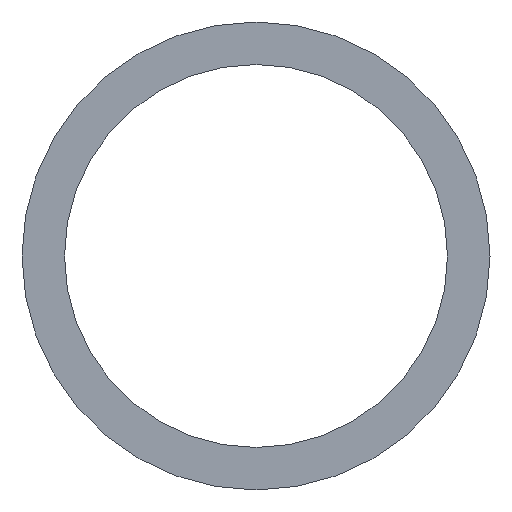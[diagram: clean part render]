
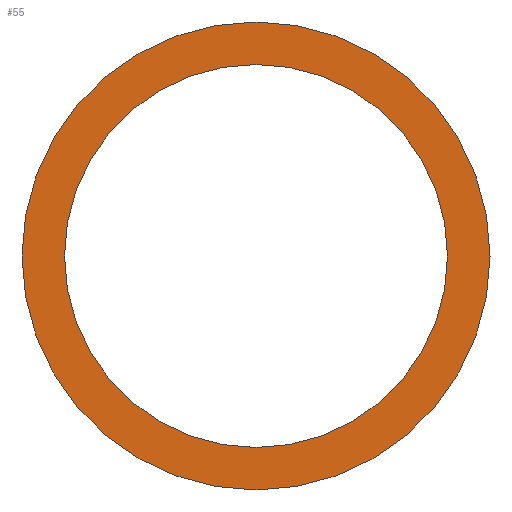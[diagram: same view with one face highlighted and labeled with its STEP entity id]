
A CAD part, left-side view. The second image highlights one B-rep face of the part: STEP entity #55.
In plain terms, the highlighted planar face has unit normal (-1, 0, 0).
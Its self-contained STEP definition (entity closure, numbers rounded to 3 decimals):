
#55 = ADVANCED_FACE( '', ( #126, #127 ), #128, .F. );
#57 = VERTEX_POINT( '', #130 );
#59 = VERTEX_POINT( '', #132 );
#77 = VERTEX_POINT( '', #152 );
#85 = EDGE_CURVE( '', #89, #59, #162, .T. );
#87 = EDGE_CURVE( '', #77, #57, #164, .T. );
#89 = VERTEX_POINT( '', #166 );
#91 = EDGE_CURVE( '', #59, #89, #168, .T. );
#97 = EDGE_CURVE( '', #57, #77, #174, .T. );
#126 = FACE_OUTER_BOUND( '', #194, .T. );
#127 = FACE_BOUND( '', #195, .T. );
#128 = PLANE( '', #196 );
#130 = CARTESIAN_POINT( '', ( 0., 0., -125. ) );
#132 = CARTESIAN_POINT( '', ( 0., 0., 102.3 ) );
#152 = CARTESIAN_POINT( '', ( 0., 0., 125. ) );
#162 = CIRCLE( '', #235, 102.3 );
#164 = CIRCLE( '', #238, 125. );
#166 = CARTESIAN_POINT( '', ( 0., 0., -102.3 ) );
#168 = CIRCLE( '', #243, 102.3 );
#174 = CIRCLE( '', #254, 125. );
#194 = EDGE_LOOP( '', ( #275, #276 ) );
#195 = EDGE_LOOP( '', ( #277, #278 ) );
#196 = AXIS2_PLACEMENT_3D( '', #279, #280, #281 );
#235 = AXIS2_PLACEMENT_3D( '', #317, #318, #319 );
#238 = AXIS2_PLACEMENT_3D( '', #320, #321, #322 );
#243 = AXIS2_PLACEMENT_3D( '', #323, #324, #325 );
#254 = AXIS2_PLACEMENT_3D( '', #328, #329, #330 );
#275 = ORIENTED_EDGE( '', *, *, #97, .F. );
#276 = ORIENTED_EDGE( '', *, *, #87, .F. );
#277 = ORIENTED_EDGE( '', *, *, #85, .T. );
#278 = ORIENTED_EDGE( '', *, *, #91, .T. );
#279 = CARTESIAN_POINT( '', ( 0., 0., 0. ) );
#280 = DIRECTION( '', ( 1., 0., 0. ) );
#281 = DIRECTION( '', ( 0., 0., -1. ) );
#317 = CARTESIAN_POINT( '', ( 0., 0., 0. ) );
#318 = DIRECTION( '', ( 1., 0., 0. ) );
#319 = DIRECTION( '', ( 0., 0., -1. ) );
#320 = CARTESIAN_POINT( '', ( 0., 0., 0. ) );
#321 = DIRECTION( '', ( 1., 0., 0. ) );
#322 = DIRECTION( '', ( 0., 0., -1. ) );
#323 = CARTESIAN_POINT( '', ( 0., 0., 0. ) );
#324 = DIRECTION( '', ( 1., 0., 0. ) );
#325 = DIRECTION( '', ( 0., 0., -1. ) );
#328 = CARTESIAN_POINT( '', ( 0., 0., 0. ) );
#329 = DIRECTION( '', ( 1., 0., 0. ) );
#330 = DIRECTION( '', ( 0., 0., -1. ) );
